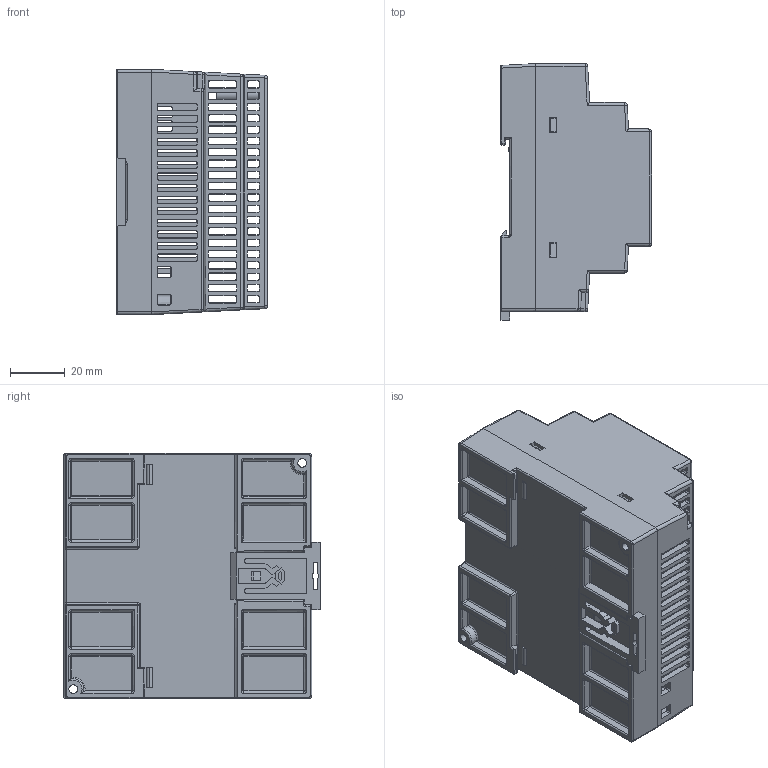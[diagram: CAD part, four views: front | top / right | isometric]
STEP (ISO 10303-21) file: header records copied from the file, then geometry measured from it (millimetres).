
FILE_DESCRIPTION (( 'STEP AP214' ), '1' );
FILE_NAME ('RZI100-24-M-3D.STEP', '2016-06-20T10:24:38', ( '' ), ( '' ), 'SwSTEP 2.0', 'SolidWorks 2016', '' );
FILE_SCHEMA (( 'AUTOMOTIVE_DESIGN' ));
Length unit declared in the file: millimetre
Products named in the file (1): RZI100-24-M-3D
Bounding box: 55.5 x 94.15 x 90 mm (x, y, z)
Volume: 62695 mm3; surface area: 71152.2 mm2
Topology: 4 solids, 4 shells, 1781 faces, 4927 edges, 3131 vertices
Faces by surface type: plane 817, cylinder 784, bspline 120, cone 58, torus 2
Entity records: 98004 total; most frequent: CARTESIAN_POINT 38520, ORIENTED_EDGE 9812, DIRECTION 5746, EDGE_CURVE 4906, VERTEX_POINT 3131, B_SPLINE_CURVE_WITH_KNOTS 2607, EDGE_LOOP 2041, VECTOR 1996
